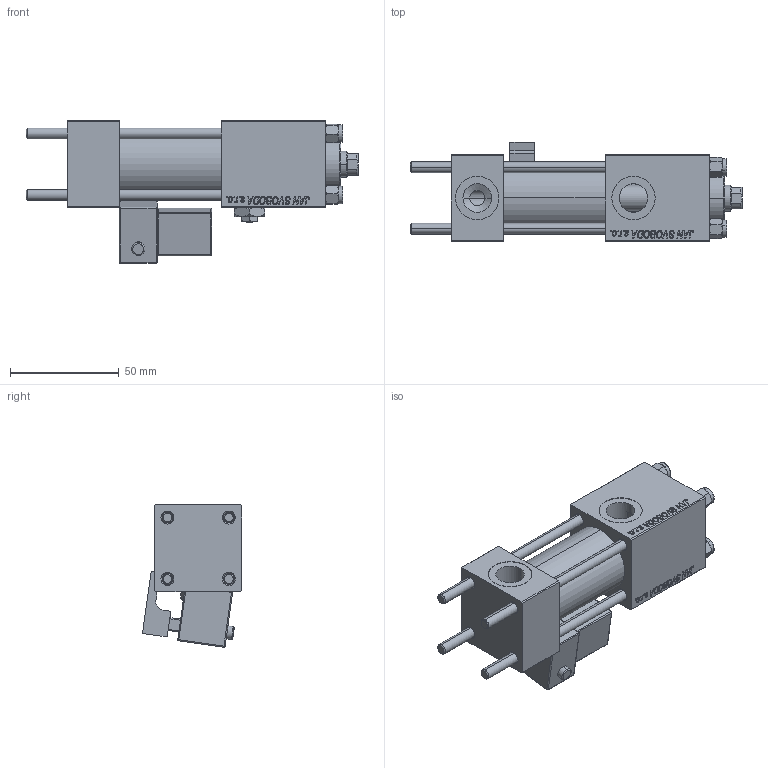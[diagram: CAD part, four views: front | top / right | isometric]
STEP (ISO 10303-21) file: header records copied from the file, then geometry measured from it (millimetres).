
FILE_DESCRIPTION (( 'STEP AP203' ), '1' );
FILE_NAME ('5b64.STEP', '2022-10-03T15:47:07', ( '' ), ( '' ), 'SwSTEP 2.0', 'SolidWorks 2019', '' );
FILE_SCHEMA (( 'CONFIG_CONTROL_DESIGN' ));
Length unit declared in the file: millimetre
Products named in the file (8): V215CR_BODY_A 7baca8112d60fc76c29d23536801bb1d; NUT_M5 7baca8112d60fc76c29d23536801bb1d; 5b64; Zatka_pro_OIL_PORT 7baca8112d60fc76c29d23536801bb1d; V215CR_MSU 7baca8112d60fc76c29d23536801bb1d; V215CR_VCP 7baca8112d60fc76c29d23536801bb1d; V215_VC_A 7baca8112d60fc76c29d23536801bb1d; CR025_012_A_0_G_A_G_M_020_+#_##_TYCINKA 7baca8112d60fc76c29d23536801bb1d
Assembly tree (13 placements, depth 2):
  5b64
    V215CR_BODY_A 7baca8112d60fc76c29d23536801bb1d
    CR025_012_A_0_G_A_G_M_020_+#_##_TYCINKA 7baca8112d60fc76c29d23536801bb1d  x4
    NUT_M5 7baca8112d60fc76c29d23536801bb1d  x4
    V215CR_VCP 7baca8112d60fc76c29d23536801bb1d
    V215_VC_A 7baca8112d60fc76c29d23536801bb1d
    V215CR_MSU 7baca8112d60fc76c29d23536801bb1d
    Zatka_pro_OIL_PORT 7baca8112d60fc76c29d23536801bb1d
Bounding box: 153 x 45.69 x 65.59 mm (x, y, z)
Volume: 164407.3 mm3; surface area: 65672.6 mm2
Topology: 13 solids, 13 shells, 1264 faces, 3156 edges, 2019 vertices
Faces by surface type: plane 574, bspline 392, cone 156, cylinder 116, torus 14, sphere 12
Entity records: 53878 total; most frequent: CARTESIAN_POINT 27964, ORIENTED_EDGE 5780, DIRECTION 3846, EDGE_CURVE 2890, VERTEX_POINT 1875, VECTOR 1728, LINE 1728, EDGE_LOOP 1279
